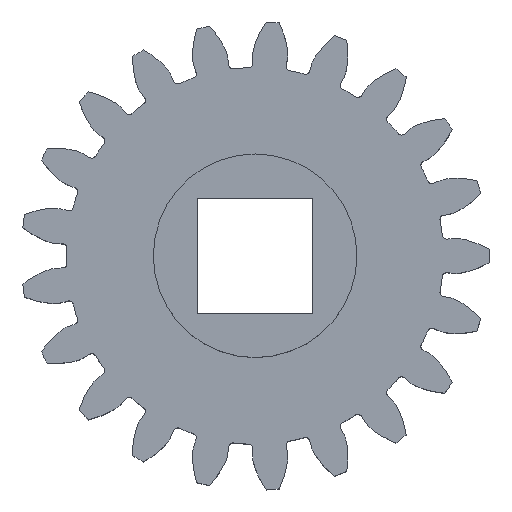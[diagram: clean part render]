
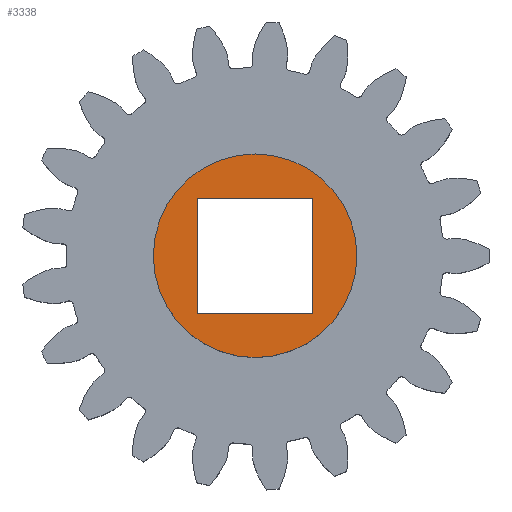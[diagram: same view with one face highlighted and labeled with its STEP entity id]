
A CAD part, top view. The second image highlights one B-rep face of the part: STEP entity #3338.
In plain terms, the highlighted planar face has unit normal (0, 0, 1).
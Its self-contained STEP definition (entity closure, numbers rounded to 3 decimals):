
#232=FACE_BOUND('',#1032,.T.);
#239=LINE('',#4649,#504);
#242=LINE('',#4654,#507);
#391=LINE('',#12571,#656);
#392=LINE('',#12572,#657);
#504=VECTOR('',#3764,10.);
#507=VECTOR('',#3769,10.);
#656=VECTOR('',#4298,10.);
#657=VECTOR('',#4299,10.);
#852=FACE_OUTER_BOUND('',#1031,.T.);
#1031=EDGE_LOOP('',(#2678));
#1032=EDGE_LOOP('',(#2679,#2680,#2681,#2682));
#1248=CIRCLE('',#3635,5.);
#1298=VERTEX_POINT('',#4646);
#1299=VERTEX_POINT('',#4648);
#1300=VERTEX_POINT('',#4652);
#1554=VERTEX_POINT('',#12568);
#1555=VERTEX_POINT('',#12570);
#1646=EDGE_CURVE('',#1299,#1298,#239,.T.);
#1649=EDGE_CURVE('',#1298,#1300,#242,.T.);
#1987=EDGE_CURVE('',#1554,#1554,#1248,.T.);
#1988=EDGE_CURVE('',#1300,#1555,#391,.T.);
#1989=EDGE_CURVE('',#1555,#1299,#392,.T.);
#2678=ORIENTED_EDGE('',*,*,#1987,.T.);
#2679=ORIENTED_EDGE('',*,*,#1988,.T.);
#2680=ORIENTED_EDGE('',*,*,#1989,.T.);
#2681=ORIENTED_EDGE('',*,*,#1646,.T.);
#2682=ORIENTED_EDGE('',*,*,#1649,.T.);
#3225=PLANE('',#3634);
#3338=ADVANCED_FACE('',(#852,#232),#3225,.T.);
#3634=AXIS2_PLACEMENT_3D('',#12567,#4294,#4295);
#3635=AXIS2_PLACEMENT_3D('',#12569,#4296,#4297);
#3764=DIRECTION('',(-1.,0.,0.));
#3769=DIRECTION('',(0.,1.,0.));
#4294=DIRECTION('center_axis',(0.,0.,
1.));
#4295=DIRECTION('ref_axis',(1.,0.,0.));
#4296=DIRECTION('center_axis',(0.,0.,
1.));
#4297=DIRECTION('ref_axis',(1.,0.,0.));
#4298=DIRECTION('',(1.,0.,0.));
#4299=DIRECTION('',(0.,-1.,0.));
#4646=CARTESIAN_POINT('',(-2.825,-2.825,9.2));
#4648=CARTESIAN_POINT('',(2.825,-2.825,9.2));
#4649=CARTESIAN_POINT('',(1.412,-2.825,9.2));
#4652=CARTESIAN_POINT('',(-2.825,2.825,9.2));
#4654=CARTESIAN_POINT('',(-2.825,-1.413,9.2));
#12567=CARTESIAN_POINT('Origin',(0.,0.,
9.2));
#12568=CARTESIAN_POINT('',(-5.,0.,9.2));
#12569=CARTESIAN_POINT('Origin',(0.,0.,
9.2));
#12570=CARTESIAN_POINT('',(2.825,2.825,9.2));
#12571=CARTESIAN_POINT('',(-1.413,2.825,9.2));
#12572=CARTESIAN_POINT('',(2.825,1.412,9.2));
